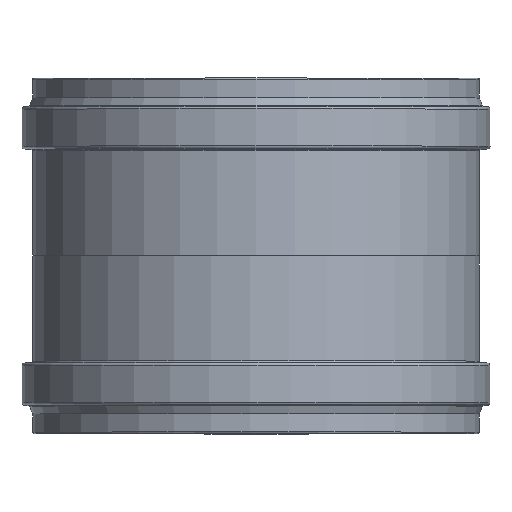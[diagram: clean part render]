
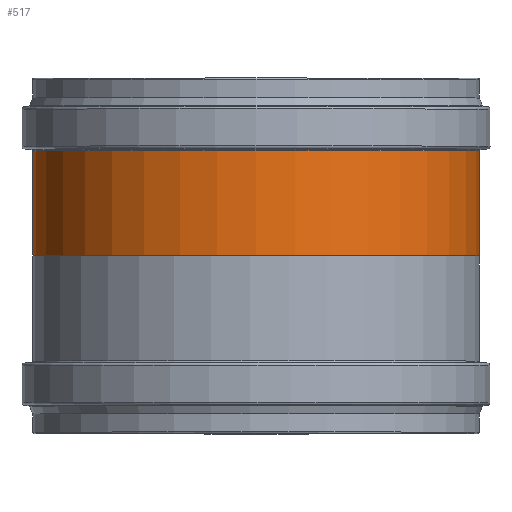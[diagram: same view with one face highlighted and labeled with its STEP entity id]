
A CAD part, top view. The second image highlights one B-rep face of the part: STEP entity #517.
In plain terms, the highlighted cylindrical face has radius 336.3 mm (diameter 672.6 mm), a full revolution.
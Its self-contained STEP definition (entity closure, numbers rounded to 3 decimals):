
#55=LINE('',#1015,#69);
#69=VECTOR('',#852,336.3);
#76=CYLINDRICAL_SURFACE('',#648,336.3);
#108=FACE_OUTER_BOUND('',#140,.T.);
#140=EDGE_LOOP('',(#481,#482,#483,#484,#485));
#141=CIRCLE('',#558,336.3);
#202=CIRCLE('',#646,336.3);
#203=CIRCLE('',#647,336.3);
#204=VERTEX_POINT('',#860);
#253=VERTEX_POINT('',#1009);
#254=VERTEX_POINT('',#1011);
#255=EDGE_CURVE('',#204,#204,#141,.T.);
#329=EDGE_CURVE('',#254,#253,#202,.T.);
#330=EDGE_CURVE('',#253,#254,#203,.T.);
#331=EDGE_CURVE('',#204,#254,#55,.T.);
#481=ORIENTED_EDGE('',*,*,#255,.F.);
#482=ORIENTED_EDGE('',*,*,#331,.T.);
#483=ORIENTED_EDGE('',*,*,#329,.T.);
#484=ORIENTED_EDGE('',*,*,#330,.T.);
#485=ORIENTED_EDGE('',*,*,#331,.F.);
#517=ADVANCED_FACE('',(#108),#76,.T.);
#558=AXIS2_PLACEMENT_3D('',#861,#657,#658);
#646=AXIS2_PLACEMENT_3D('',#1012,#846,#847);
#647=AXIS2_PLACEMENT_3D('',#1013,#848,#849);
#648=AXIS2_PLACEMENT_3D('',#1014,#850,#851);
#657=DIRECTION('center_axis',(0.,-1.,0.));
#658=DIRECTION('ref_axis',(1.,0.,0.));
#846=DIRECTION('center_axis',(0.,-1.,0.));
#847=DIRECTION('ref_axis',(1.,0.,0.));
#848=DIRECTION('center_axis',(0.,-1.,0.));
#849=DIRECTION('ref_axis',(1.,0.,0.));
#850=DIRECTION('center_axis',(0.,-1.,0.));
#851=DIRECTION('ref_axis',(-1.,0.,0.));
#852=DIRECTION('',(0.,1.,0.));
#860=CARTESIAN_POINT('',(336.3,263.,0.));
#861=CARTESIAN_POINT('Origin',(0.,263.,0.));
#1009=CARTESIAN_POINT('',(0.,421.323,336.3));
#1011=CARTESIAN_POINT('',(336.3,421.323,0.));
#1012=CARTESIAN_POINT('Origin',(0.,421.323,0.));
#1013=CARTESIAN_POINT('Origin',(0.,421.323,0.));
#1014=CARTESIAN_POINT('Origin',(0.,342.162,0.));
#1015=CARTESIAN_POINT('',(336.3,342.162,0.));
